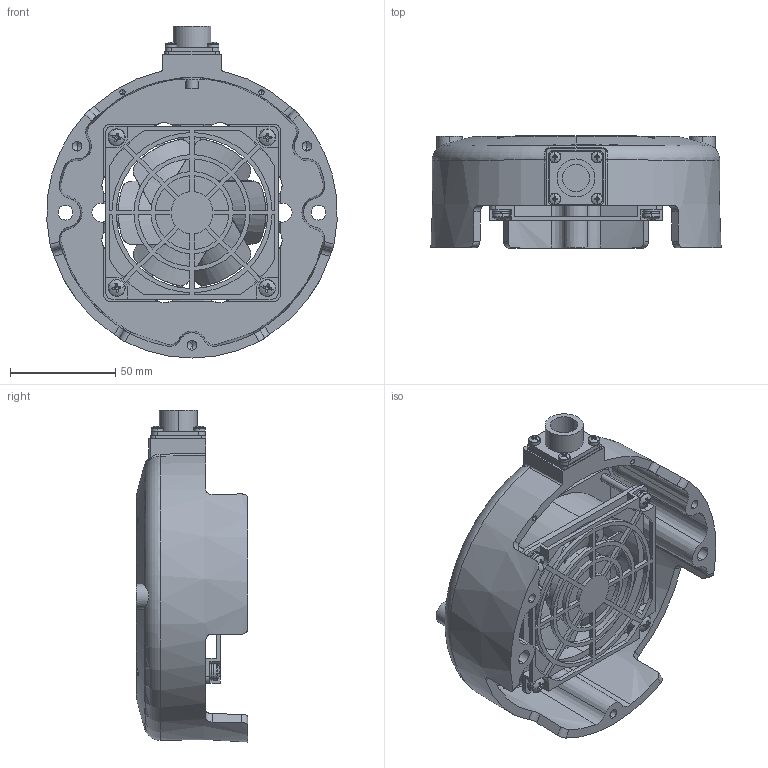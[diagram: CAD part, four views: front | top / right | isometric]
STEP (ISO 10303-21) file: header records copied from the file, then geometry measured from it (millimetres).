
FILE_DESCRIPTION (( 'STEP AP214' ), '1' );
FILE_NAME ('MV-01.STEP', '2019-05-09T06:37:47', ( '' ), ( '' ), 'SwSTEP 2.0', 'SolidWorks 2017', '' );
FILE_SCHEMA (( 'AUTOMOTIVE_DESIGN' ));
Length unit declared in the file: metre
Products named in the file (9): small circular plain washer_jis_JIS B 1256 Small circular 4; cross recessed pan head screw_jis_JIS B 1111 Cross recessed pan head screw - M3 x 10 - Z --10N; ﾚｾﾌﾟﾀｸﾙ(七星NJW-163-RM); ﾌｧﾝ□80; 233-10588B ファンベース; MV-01; 109-1002G ﾌｨﾝｶﾞｰｶﾞｰﾄﾞ; cross recessed pan head screw_jis_JIS B 1111 Cross recessed pan head screw - M4 x 35 - Z --35N; spring lock washer_2_jis_JIS B 1251 No.2 4
Assembly tree (20 placements, depth 2):
  MV-01
    233-10588B ファンベース
    ﾌｧﾝ□80
    ﾚｾﾌﾟﾀｸﾙ(七星NJW-163-RM)
    cross recessed pan head screw_jis_JIS B 1111 Cross recessed pan head screw - M3 x 10 - Z --10N  x4
    small circular plain washer_jis_JIS B 1256 Small circular 4  x4
    spring lock washer_2_jis_JIS B 1251 No.2 4  x4
    cross recessed pan head screw_jis_JIS B 1111 Cross recessed pan head screw - M4 x 35 - Z --35N  x4
    109-1002G ﾌｨﾝｶﾞｰｶﾞｰﾄﾞ
Bounding box: 137.77 x 53 x 157.6 mm (x, y, z)
Volume: 205228.2 mm3; surface area: 117477.8 mm2
Topology: 20 solids, 20 shells, 957 faces, 2579 edges, 1635 vertices
Faces by surface type: plane 411, cylinder 337, cone 125, torus 38, bspline 30, sphere 16
Entity records: 27284 total; most frequent: CARTESIAN_POINT 6771, ORIENTED_EDGE 3870, DIRECTION 3861, EDGE_CURVE 1935, AXIS2_PLACEMENT_3D 1448, VERTEX_POINT 1254, LINE 965, VECTOR 965
